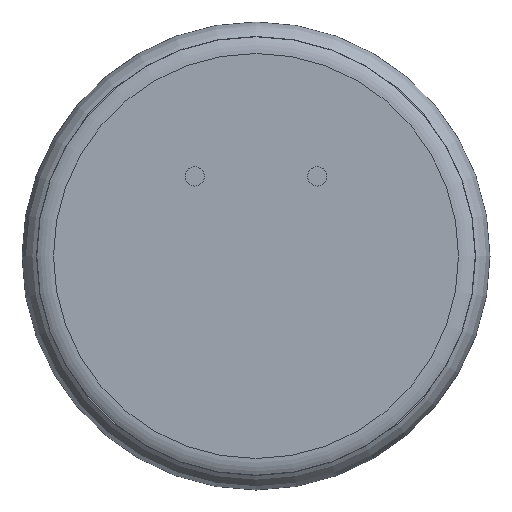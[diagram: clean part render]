
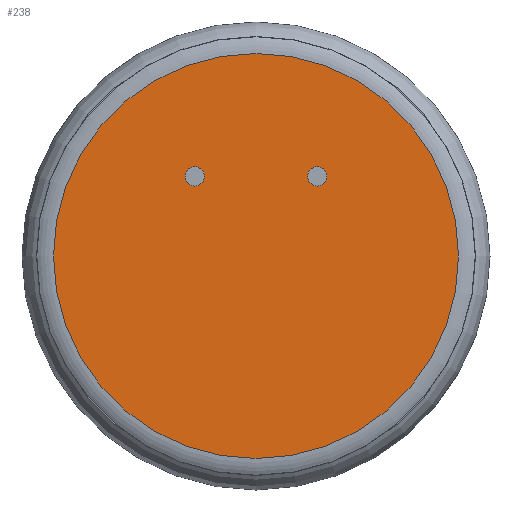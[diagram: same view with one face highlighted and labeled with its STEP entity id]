
A CAD part, front view. The second image highlights one B-rep face of the part: STEP entity #238.
In plain terms, the highlighted planar face has unit normal (0, -1, 0).
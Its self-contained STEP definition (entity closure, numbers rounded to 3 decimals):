
#18=FACE_BOUND('',#81,.T.);
#19=FACE_BOUND('',#82,.T.);
#22=PLANE('',#288);
#62=FACE_OUTER_BOUND('',#80,.T.);
#80=EDGE_LOOP('',(#201));
#81=EDGE_LOOP('',(#202));
#82=EDGE_LOOP('',(#203));
#106=CIRCLE('',#283,0.2);
#108=CIRCLE('',#286,0.2);
#110=CIRCLE('',#289,4.197);
#127=VERTEX_POINT('',#426);
#129=VERTEX_POINT('',#432);
#131=VERTEX_POINT('',#438);
#151=EDGE_CURVE('',#127,#127,#106,.T.);
#154=EDGE_CURVE('',#129,#129,#108,.T.);
#157=EDGE_CURVE('',#131,#131,#110,.T.);
#201=ORIENTED_EDGE('',*,*,#157,.F.);
#202=ORIENTED_EDGE('',*,*,#154,.T.);
#203=ORIENTED_EDGE('',*,*,#151,.T.);
#238=ADVANCED_FACE('',(#62,#18,#19),#22,.F.);
#283=AXIS2_PLACEMENT_3D('',#427,#343,#344);
#286=AXIS2_PLACEMENT_3D('',#433,#350,#351);
#288=AXIS2_PLACEMENT_3D('',#437,#355,#356);
#289=AXIS2_PLACEMENT_3D('',#439,#357,#358);
#343=DIRECTION('center_axis',(0.,1.,0.));
#344=DIRECTION('ref_axis',(1.,0.,0.));
#350=DIRECTION('center_axis',(0.,1.,0.));
#351=DIRECTION('ref_axis',(1.,0.,0.));
#355=DIRECTION('center_axis',(0.,1.,0.));
#356=DIRECTION('ref_axis',(1.,0.,0.));
#357=DIRECTION('center_axis',(0.,1.,0.));
#358=DIRECTION('ref_axis',(1.,0.,0.));
#426=CARTESIAN_POINT('',(1.07,-0.1,1.65));
#427=CARTESIAN_POINT('Origin',(1.27,-0.1,1.65));
#432=CARTESIAN_POINT('',(-1.47,-0.1,1.65));
#433=CARTESIAN_POINT('Origin',(-1.27,-0.1,1.65));
#437=CARTESIAN_POINT('Origin',(0.,-0.1,0.));
#438=CARTESIAN_POINT('',(0.,-0.1,4.197));
#439=CARTESIAN_POINT('Origin',(0.,-0.1,0.));
